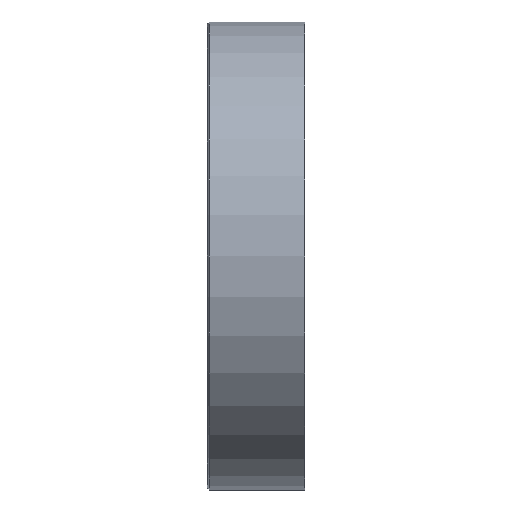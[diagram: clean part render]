
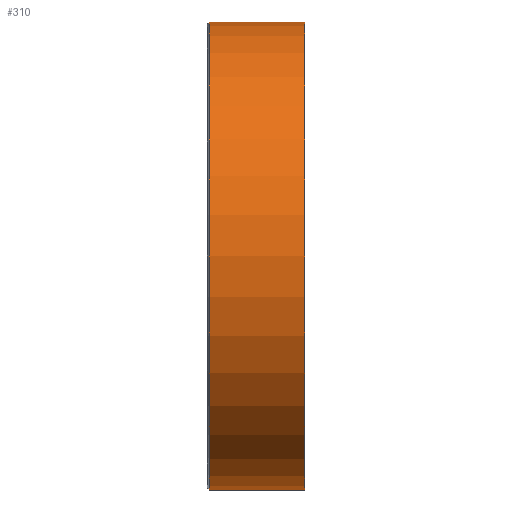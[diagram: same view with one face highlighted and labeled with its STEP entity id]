
A CAD part, left-side view. The second image highlights one B-rep face of the part: STEP entity #310.
In plain terms, the highlighted cylindrical face has radius 12 mm (diameter 24 mm), a partial arc.
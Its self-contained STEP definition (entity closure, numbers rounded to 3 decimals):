
#5 = CARTESIAN_POINT ( 'NONE',  ( 0., 4.9, 12. ) ) ;
#6 = ORIENTED_EDGE ( 'NONE', *, *, #57, .T. ) ;
#42 = CARTESIAN_POINT ( 'NONE',  ( 0., 0., -12. ) ) ;
#44 = CARTESIAN_POINT ( 'NONE',  ( 0., 0., 12. ) ) ;
#47 = DIRECTION ( 'NONE',  ( 0., -1., 0. ) ) ;
#57 = EDGE_CURVE ( 'NONE', #275, #335, #234, .T. ) ;
#60 = VECTOR ( 'NONE', #277, 1000. ) ;
#80 = VERTEX_POINT ( 'NONE', #126 ) ;
#85 = CARTESIAN_POINT ( 'NONE',  ( 0., 0., 0. ) ) ;
#88 = ORIENTED_EDGE ( 'NONE', *, *, #299, .F. ) ;
#98 = CARTESIAN_POINT ( 'NONE',  ( 0., 0., 0. ) ) ;
#106 = CARTESIAN_POINT ( 'NONE',  ( 0., 0., 12. ) ) ;
#111 = VERTEX_POINT ( 'NONE', #44 ) ;
#116 = ORIENTED_EDGE ( 'NONE', *, *, #213, .T. ) ;
#126 = CARTESIAN_POINT ( 'NONE',  ( 0., 0., -12. ) ) ;
#130 = DIRECTION ( 'NONE',  ( 0., -1., 0. ) ) ;
#134 = CYLINDRICAL_SURFACE ( 'NONE', #332, 12. ) ;
#136 = DIRECTION ( 'NONE',  ( 0., 0., -1. ) ) ;
#140 = LINE ( 'NONE', #106, #191 ) ;
#157 = EDGE_CURVE ( 'NONE', #111, #80, #344, .T. ) ;
#175 = LINE ( 'NONE', #42, #60 ) ;
#183 = DIRECTION ( 'NONE',  ( 0., 0., -1. ) ) ;
#189 = FACE_OUTER_BOUND ( 'NONE', #222, .T. ) ;
#191 = VECTOR ( 'NONE', #130, 1000. ) ;
#211 = CARTESIAN_POINT ( 'NONE',  ( 0., 4.9, -12. ) ) ;
#213 = EDGE_CURVE ( 'NONE', #335, #80, #175, .T. ) ;
#215 = DIRECTION ( 'NONE',  ( 0., -1., 0. ) ) ;
#220 = AXIS2_PLACEMENT_3D ( 'NONE', #305, #341, #229 ) ;
#222 = EDGE_LOOP ( 'NONE', ( #88, #6, #116, #267 ) ) ;
#229 = DIRECTION ( 'NONE',  ( 0., 0., 1. ) ) ;
#234 = CIRCLE ( 'NONE', #220, 12. ) ;
#267 = ORIENTED_EDGE ( 'NONE', *, *, #157, .F. ) ;
#275 = VERTEX_POINT ( 'NONE', #5 ) ;
#277 = DIRECTION ( 'NONE',  ( 0., -1., 0. ) ) ;
#299 = EDGE_CURVE ( 'NONE', #275, #111, #140, .T. ) ;
#305 = CARTESIAN_POINT ( 'NONE',  ( 0., 4.9, 0. ) ) ;
#310 = ADVANCED_FACE ( 'NONE', ( #189 ), #134, .T. ) ;
#312 = AXIS2_PLACEMENT_3D ( 'NONE', #98, #47, #183 ) ;
#332 = AXIS2_PLACEMENT_3D ( 'NONE', #85, #215, #136 ) ;
#335 = VERTEX_POINT ( 'NONE', #211 ) ;
#341 = DIRECTION ( 'NONE',  ( 0., -1., 0. ) ) ;
#344 = CIRCLE ( 'NONE', #312, 12. ) ;
